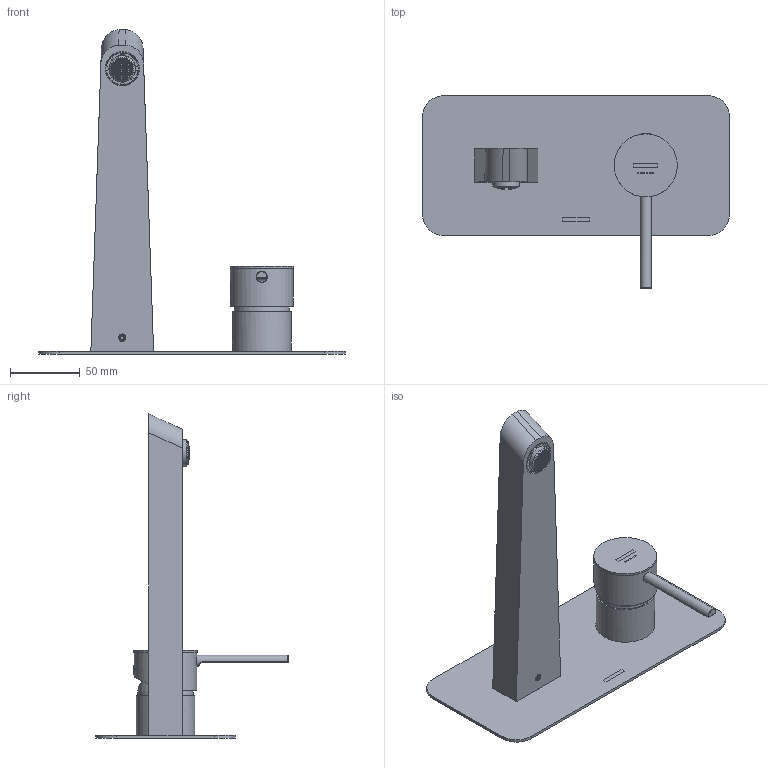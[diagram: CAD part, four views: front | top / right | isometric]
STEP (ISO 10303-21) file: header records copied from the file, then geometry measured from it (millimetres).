
FILE_DESCRIPTION (( 'STEP AP203' ), '1' );
FILE_NAME ('842002IX.STEP', '2025-02-05T10:33:39', ( '' ), ( '' ), 'SwSTEP 2.0', 'SolidWorks 2021', '' );
FILE_SCHEMA (( 'CONFIG_CONTROL_DESIGN' ));
Length unit declared in the file: millimetre
Products named in the file (1): 842002IX
Bounding box: 220 x 138 x 232.42 mm (x, y, z)
Volume: 149489.6 mm3; surface area: 126029.4 mm2
Topology: 11 solids, 11 shells, 1974 faces, 5036 edges, 3351 vertices
Faces by surface type: plane 1852, cylinder 81, cone 16, bspline 12, torus 8, sphere 5
Full cylindrical faces by diameter (mm): 4.2 x7, 5 x1, 5.5 x1, 7.9 x1, 8 x1, 16 x2, 16.5 x2, 17.5 x1, 18.75 x1, 19 x1, 19.5 x1, 22.1 x1, 22.5 x2, 23 x4, 23.8 x1, 24.5 x1, 24.6 x1, 31 x1, 35.8 x2, 37 x1, 39 x1, 42 x1, 42.5 x1, 42.6 x1, 45 x1, 45.2 x1
Entity records: 63314 total; most frequent: CARTESIAN_POINT 14754, DIRECTION 10082, ORIENTED_EDGE 9882, EDGE_CURVE 4941, VECTOR 3506, LINE 3506, VERTEX_POINT 3315, AXIS2_PLACEMENT_3D 3288
